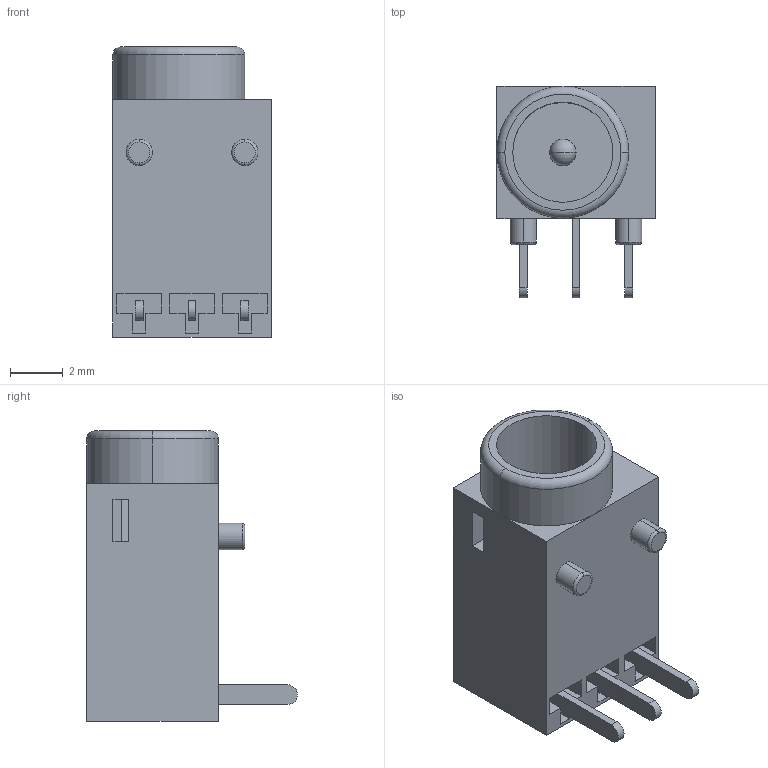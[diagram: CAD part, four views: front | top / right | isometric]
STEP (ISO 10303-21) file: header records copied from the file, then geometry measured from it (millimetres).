
FILE_DESCRIPTION(('STEP AP214'),'1');
FILE_NAME('PJ-040CH.stp','2017-01-11T20:34:37',('TraceParts'),('TraceParts S.A.'),'Spatial InterOp 3D',' ',' ');
FILE_SCHEMA(('automotive_design'));
Length unit declared in the file: millimetre
Products named in the file (3): Extrude135[1]; Fillet68; Cut-Extrude95
Bounding box: 6 x 8 x 11 mm (x, y, z)
Volume: 207.7 mm3; surface area: 586.4 mm2
Topology: 3 solids, 3 shells, 117 faces, 294 edges, 191 vertices
Faces by surface type: plane 90, cylinder 17, torus 8, sphere 2
Entity records: 4481 total; most frequent: CARTESIAN_POINT 603, DIRECTION 592, ORIENTED_EDGE 584, EDGE_CURVE 292, LINE 232, VECTOR 232, VERTEX_POINT 191, AXIS2_PLACEMENT_3D 180
